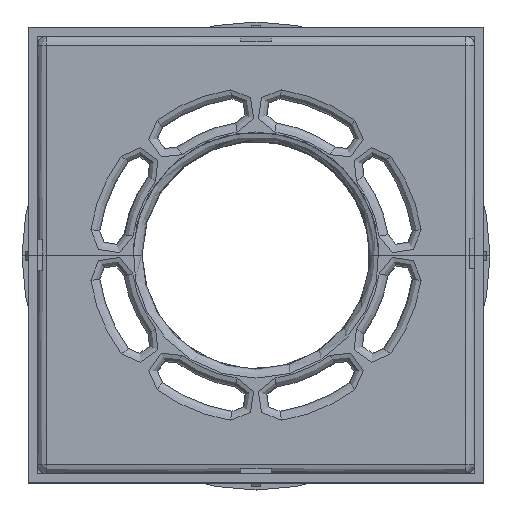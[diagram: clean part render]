
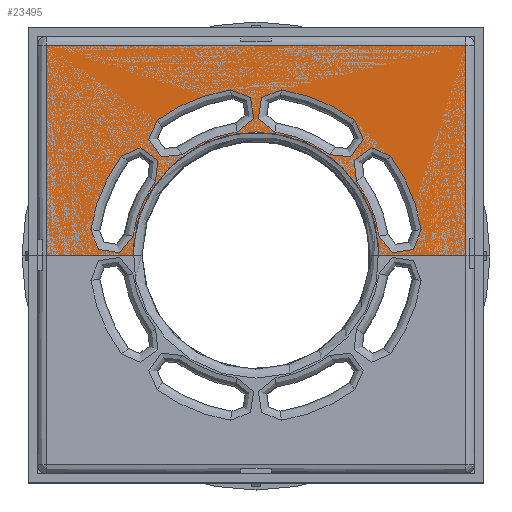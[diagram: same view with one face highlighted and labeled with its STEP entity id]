
A CAD part, top view. The second image highlights one B-rep face of the part: STEP entity #23495.
In plain terms, the highlighted planar face has unit normal (0, 0, 1).
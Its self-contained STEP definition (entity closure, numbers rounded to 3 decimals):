
#2033=FACE_BOUND('',#3867,.T.);
#2034=FACE_BOUND('',#3868,.T.);
#2035=FACE_BOUND('',#3869,.T.);
#2036=FACE_BOUND('',#3870,.T.);
#2621=FACE_OUTER_BOUND('',#3866,.T.);
#3866=EDGE_LOOP('',(#15961,#15962,#15963,#15964,#15965,#15966));
#3867=EDGE_LOOP('',(#15967,#15968,#15969,#15970));
#3868=EDGE_LOOP('',(#15971,#15972,#15973,#15974));
#3869=EDGE_LOOP('',(#15975,#15976,#15977,#15978));
#3870=EDGE_LOOP('',(#15979,#15980,#15981,#15982));
#5282=CIRCLE('',#24761,40.5);
#5283=CIRCLE('',#24762,7.);
#5284=CIRCLE('',#24763,55.);
#5285=CIRCLE('',#24764,7.);
#5286=CIRCLE('',#24765,41.);
#5287=CIRCLE('',#24766,7.);
#5288=CIRCLE('',#24767,41.);
#5289=CIRCLE('',#24768,7.);
#5290=CIRCLE('',#24769,55.);
#5291=CIRCLE('',#24770,7.);
#5292=CIRCLE('',#24771,41.);
#5293=CIRCLE('',#24772,7.);
#5294=CIRCLE('',#24773,55.);
#5295=CIRCLE('',#24774,7.);
#5296=CIRCLE('',#24775,55.);
#5297=CIRCLE('',#24776,7.);
#5298=CIRCLE('',#24777,41.);
#6645=LINE('',#34098,#8389);
#6649=LINE('',#34111,#8393);
#6653=LINE('',#34125,#8397);
#6659=LINE('',#34146,#8403);
#6660=LINE('',#34147,#8404);
#8389=VECTOR('',#27289,0.394);
#8393=VECTOR('',#27299,0.394);
#8397=VECTOR('',#27311,10.);
#8403=VECTOR('',#27331,10.);
#8404=VECTOR('',#27332,10.);
#10136=VERTEX_POINT('',#34095);
#10137=VERTEX_POINT('',#34097);
#10142=VERTEX_POINT('',#34108);
#10143=VERTEX_POINT('',#34110);
#10149=VERTEX_POINT('',#34124);
#10157=VERTEX_POINT('',#34145);
#10158=VERTEX_POINT('',#34148);
#10159=VERTEX_POINT('',#34149);
#10160=VERTEX_POINT('',#34151);
#10161=VERTEX_POINT('',#34153);
#10162=VERTEX_POINT('',#34156);
#10163=VERTEX_POINT('',#34157);
#10164=VERTEX_POINT('',#34159);
#10165=VERTEX_POINT('',#34161);
#10166=VERTEX_POINT('',#34164);
#10167=VERTEX_POINT('',#34165);
#10168=VERTEX_POINT('',#34167);
#10169=VERTEX_POINT('',#34169);
#10170=VERTEX_POINT('',#34172);
#10171=VERTEX_POINT('',#34173);
#10172=VERTEX_POINT('',#34175);
#10173=VERTEX_POINT('',#34177);
#12403=EDGE_CURVE('',#10136,#10137,#6645,.T.);
#12409=EDGE_CURVE('',#10142,#10143,#6649,.T.);
#12416=EDGE_CURVE('',#10143,#10149,#6653,.T.);
#12426=EDGE_CURVE('',#10137,#10142,#5282,.T.);
#12427=EDGE_CURVE('',#10157,#10136,#6659,.T.);
#12428=EDGE_CURVE('',#10149,#10157,#6660,.T.);
#12429=EDGE_CURVE('',#10158,#10159,#5283,.T.);
#12430=EDGE_CURVE('',#10160,#10158,#5284,.T.);
#12431=EDGE_CURVE('',#10161,#10160,#5285,.T.);
#12432=EDGE_CURVE('',#10159,#10161,#5286,.T.);
#12433=EDGE_CURVE('',#10162,#10163,#5287,.T.);
#12434=EDGE_CURVE('',#10164,#10162,#5288,.T.);
#12435=EDGE_CURVE('',#10165,#10164,#5289,.T.);
#12436=EDGE_CURVE('',#10163,#10165,#5290,.T.);
#12437=EDGE_CURVE('',#10166,#10167,#5291,.T.);
#12438=EDGE_CURVE('',#10168,#10166,#5292,.T.);
#12439=EDGE_CURVE('',#10169,#10168,#5293,.T.);
#12440=EDGE_CURVE('',#10167,#10169,#5294,.T.);
#12441=EDGE_CURVE('',#10170,#10171,#5295,.T.);
#12442=EDGE_CURVE('',#10172,#10170,#5296,.T.);
#12443=EDGE_CURVE('',#10173,#10172,#5297,.T.);
#12444=EDGE_CURVE('',#10171,#10173,#5298,.T.);
#15961=ORIENTED_EDGE('',*,*,#12409,.F.);
#15962=ORIENTED_EDGE('',*,*,#12426,.F.);
#15963=ORIENTED_EDGE('',*,*,#12403,.F.);
#15964=ORIENTED_EDGE('',*,*,#12427,.F.);
#15965=ORIENTED_EDGE('',*,*,#12428,.F.);
#15966=ORIENTED_EDGE('',*,*,#12416,.F.);
#15967=ORIENTED_EDGE('',*,*,#12429,.F.);
#15968=ORIENTED_EDGE('',*,*,#12430,.F.);
#15969=ORIENTED_EDGE('',*,*,#12431,.F.);
#15970=ORIENTED_EDGE('',*,*,#12432,.F.);
#15971=ORIENTED_EDGE('',*,*,#12433,.F.);
#15972=ORIENTED_EDGE('',*,*,#12434,.F.);
#15973=ORIENTED_EDGE('',*,*,#12435,.F.);
#15974=ORIENTED_EDGE('',*,*,#12436,.F.);
#15975=ORIENTED_EDGE('',*,*,#12437,.F.);
#15976=ORIENTED_EDGE('',*,*,#12438,.F.);
#15977=ORIENTED_EDGE('',*,*,#12439,.F.);
#15978=ORIENTED_EDGE('',*,*,#12440,.F.);
#15979=ORIENTED_EDGE('',*,*,#12441,.F.);
#15980=ORIENTED_EDGE('',*,*,#12442,.F.);
#15981=ORIENTED_EDGE('',*,*,#12443,.F.);
#15982=ORIENTED_EDGE('',*,*,#12444,.F.);
#22997=PLANE('',#24760);
#23495=ADVANCED_FACE('',(#2621,#2033,#2034,#2035,#2036),#22997,.T.);
#24760=AXIS2_PLACEMENT_3D('',#34143,#27327,#27328);
#24761=AXIS2_PLACEMENT_3D('',#34144,#27329,#27330);
#24762=AXIS2_PLACEMENT_3D('',#34150,#27333,#27334);
#24763=AXIS2_PLACEMENT_3D('',#34152,#27335,#27336);
#24764=AXIS2_PLACEMENT_3D('',#34154,#27337,#27338);
#24765=AXIS2_PLACEMENT_3D('',#34155,#27339,#27340);
#24766=AXIS2_PLACEMENT_3D('',#34158,#27341,#27342);
#24767=AXIS2_PLACEMENT_3D('',#34160,#27343,#27344);
#24768=AXIS2_PLACEMENT_3D('',#34162,#27345,#27346);
#24769=AXIS2_PLACEMENT_3D('',#34163,#27347,#27348);
#24770=AXIS2_PLACEMENT_3D('',#34166,#27349,#27350);
#24771=AXIS2_PLACEMENT_3D('',#34168,#27351,#27352);
#24772=AXIS2_PLACEMENT_3D('',#34170,#27353,#27354);
#24773=AXIS2_PLACEMENT_3D('',#34171,#27355,#27356);
#24774=AXIS2_PLACEMENT_3D('',#34174,#27357,#27358);
#24775=AXIS2_PLACEMENT_3D('',#34176,#27359,#27360);
#24776=AXIS2_PLACEMENT_3D('',#34178,#27361,#27362);
#24777=AXIS2_PLACEMENT_3D('',#34179,#27363,#27364);
#27289=DIRECTION('',(-1.,0.,0.));
#27299=DIRECTION('',(-1.,0.,0.));
#27311=DIRECTION('',(0.,1.,0.));
#27327=DIRECTION('center_axis',(0.,0.,1.));
#27328=DIRECTION('ref_axis',(0.,-1.,0.));
#27329=DIRECTION('center_axis',(0.,0.,1.));
#27330=DIRECTION('ref_axis',(1.,0.,0.));
#27331=DIRECTION('',(0.,-1.,0.));
#27332=DIRECTION('',(1.,0.,0.));
#27333=DIRECTION('center_axis',(0.,0.,1.));
#27334=DIRECTION('ref_axis',(-0.988,0.152,0.));
#27335=DIRECTION('center_axis',(0.,0.,1.));
#27336=DIRECTION('ref_axis',(0.383,0.924,0.));
#27337=DIRECTION('center_axis',(0.,0.,1.));
#27338=DIRECTION('ref_axis',(0.806,-0.591,0.));
#27339=DIRECTION('center_axis',(0.,0.,-1.));
#27340=DIRECTION('ref_axis',(0.383,0.924,0.));
#27341=DIRECTION('center_axis',(0.,0.,1.));
#27342=DIRECTION('ref_axis',(0.591,0.806,0.));
#27343=DIRECTION('center_axis',(0.,0.,-1.));
#27344=DIRECTION('ref_axis',(-0.924,0.383,0.));
#27345=DIRECTION('center_axis',(0.,0.,1.));
#27346=DIRECTION('ref_axis',(-0.152,-0.988,0.));
#27347=DIRECTION('center_axis',(0.,0.,1.));
#27348=DIRECTION('ref_axis',(-0.924,0.383,0.));
#27349=DIRECTION('center_axis',(0.,0.,1.));
#27350=DIRECTION('ref_axis',(0.988,0.152,0.));
#27351=DIRECTION('center_axis',(0.,0.,-1.));
#27352=DIRECTION('ref_axis',(-0.383,0.924,0.));
#27353=DIRECTION('center_axis',(0.,0.,1.));
#27354=DIRECTION('ref_axis',(-0.806,-0.591,0.));
#27355=DIRECTION('center_axis',(0.,0.,1.));
#27356=DIRECTION('ref_axis',(-0.383,0.924,0.));
#27357=DIRECTION('center_axis',(0.,0.,1.));
#27358=DIRECTION('ref_axis',(-0.591,0.806,0.));
#27359=DIRECTION('center_axis',(0.,0.,1.));
#27360=DIRECTION('ref_axis',(0.924,0.383,0.));
#27361=DIRECTION('center_axis',(0.,0.,1.));
#27362=DIRECTION('ref_axis',(0.152,-0.988,0.));
#27363=DIRECTION('center_axis',(0.,0.,-1.));
#27364=DIRECTION('ref_axis',(0.924,0.383,0.));
#34095=CARTESIAN_POINT('',(69.,0.,220.));
#34097=CARTESIAN_POINT('',(40.5,0.,220.));
#34098=CARTESIAN_POINT('',(42.5,0.,220.));
#34108=CARTESIAN_POINT('',(-40.5,0.,220.));
#34110=CARTESIAN_POINT('',(-69.,0.,220.));
#34111=CARTESIAN_POINT('',(42.5,0.,220.));
#34124=CARTESIAN_POINT('',(-69.,69.,220.));
#34125=CARTESIAN_POINT('',(-69.,34.5,220.));
#34143=CARTESIAN_POINT('Origin',(0.,0.,
220.));
#34144=CARTESIAN_POINT('Origin',(0.,0.,
220.));
#34145=CARTESIAN_POINT('',(69.,69.,220.));
#34146=CARTESIAN_POINT('',(69.,-34.5,220.));
#34147=CARTESIAN_POINT('',(34.5,69.,220.));
#34148=CARTESIAN_POINT('',(8.367,54.36,220.));
#34149=CARTESIAN_POINT('',(6.237,40.523,220.));
#34150=CARTESIAN_POINT('Origin',(7.302,47.441,220.));
#34151=CARTESIAN_POINT('',(32.522,44.354,220.));
#34152=CARTESIAN_POINT('Origin',(0.,0.,
220.));
#34153=CARTESIAN_POINT('',(24.244,33.064,220.));
#34154=CARTESIAN_POINT('Origin',(28.383,38.709,220.));
#34155=CARTESIAN_POINT('Origin',(0.,0.,
220.));
#34156=CARTESIAN_POINT('',(-33.064,24.244,220.));
#34157=CARTESIAN_POINT('',(-44.354,32.522,220.));
#34158=CARTESIAN_POINT('Origin',(-38.709,28.383,220.));
#34159=CARTESIAN_POINT('',(-40.523,6.237,220.));
#34160=CARTESIAN_POINT('Origin',(0.,0.,
220.));
#34161=CARTESIAN_POINT('',(-54.36,8.367,220.));
#34162=CARTESIAN_POINT('Origin',(-47.441,7.302,220.));
#34163=CARTESIAN_POINT('Origin',(0.,0.,
220.));
#34164=CARTESIAN_POINT('',(-6.237,40.523,220.));
#34165=CARTESIAN_POINT('',(-8.367,54.36,220.));
#34166=CARTESIAN_POINT('Origin',(-7.302,47.441,220.));
#34167=CARTESIAN_POINT('',(-24.244,33.064,220.));
#34168=CARTESIAN_POINT('Origin',(0.,0.,
220.));
#34169=CARTESIAN_POINT('',(-32.522,44.354,220.));
#34170=CARTESIAN_POINT('Origin',(-28.383,38.709,220.));
#34171=CARTESIAN_POINT('Origin',(0.,0.,
220.));
#34172=CARTESIAN_POINT('',(44.354,32.522,220.));
#34173=CARTESIAN_POINT('',(33.064,24.244,220.));
#34174=CARTESIAN_POINT('Origin',(38.709,28.383,220.));
#34175=CARTESIAN_POINT('',(54.36,8.367,220.));
#34176=CARTESIAN_POINT('Origin',(0.,0.,
220.));
#34177=CARTESIAN_POINT('',(40.523,6.237,220.));
#34178=CARTESIAN_POINT('Origin',(47.441,7.302,220.));
#34179=CARTESIAN_POINT('Origin',(0.,0.,
220.));
